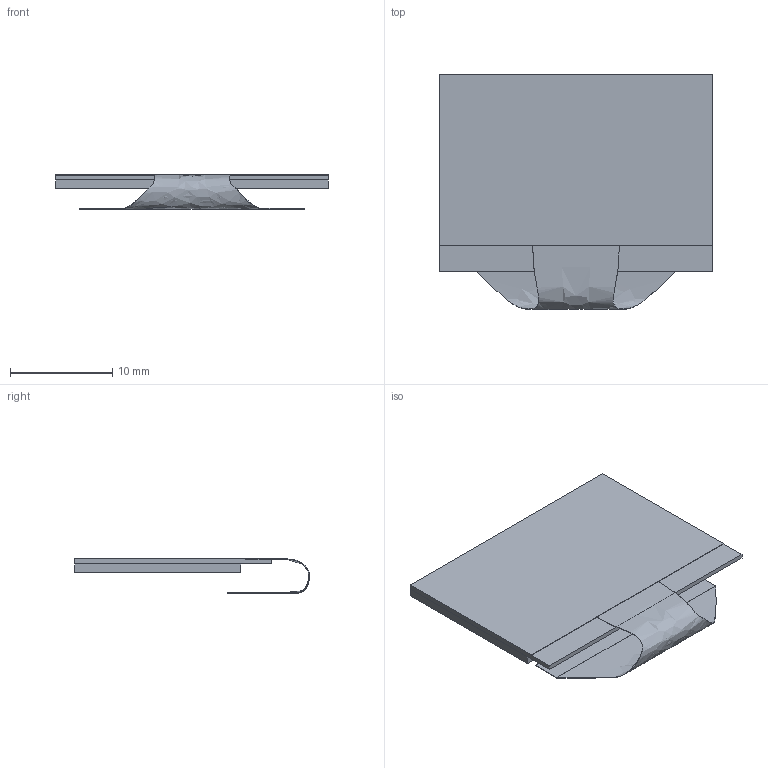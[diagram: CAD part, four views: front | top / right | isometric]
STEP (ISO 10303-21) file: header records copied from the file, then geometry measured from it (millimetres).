
FILE_DESCRIPTION(('FreeCAD Model'),'2;1');
FILE_NAME('Open CASCADE Shape Model','2025-12-08T21:24:49',(''),(''), 'Open CASCADE STEP processor 7.8','FreeCAD','Unknown');
FILE_SCHEMA(('AUTOMOTIVE_DESIGN { 1 0 10303 214 1 1 1 1 }'));
Length unit declared in the file: millimetre
Products named in the file (4): Unnamed; Body001; Body002; Body
Assembly tree (3 placements, depth 2):
  Unnamed
    Body001
    Body002
    Body
Bounding box: 26.7 x 23 x 3.35 mm (x, y, z)
Volume: 611.8 mm3; surface area: 2452.1 mm2
Topology: 3 solids, 3 shells, 24 faces, 50 edges, 32 vertices
Faces by surface type: plane 20, bspline 4
Entity records: 1165 total; most frequent: CARTESIAN_POINT 577, ORIENTED_EDGE 100, DIRECTION 94, EDGE_CURVE 50, LINE 46, VECTOR 46, VERTEX_POINT 32, AXIS2_PLACEMENT_3D 24
